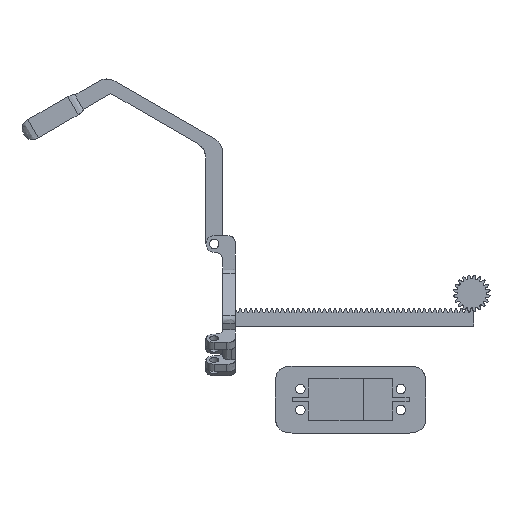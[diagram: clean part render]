
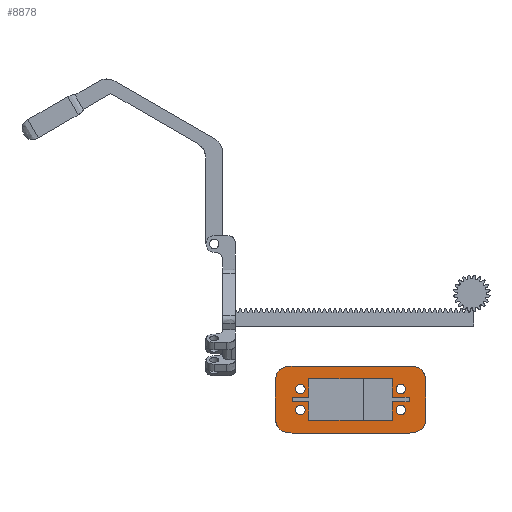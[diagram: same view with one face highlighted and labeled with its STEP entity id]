
A CAD part, front view. The second image highlights one B-rep face of the part: STEP entity #8878.
In plain terms, the highlighted planar face has unit normal (0, -1, 0).
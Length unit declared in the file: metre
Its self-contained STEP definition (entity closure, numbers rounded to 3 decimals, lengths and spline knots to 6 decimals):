
#448=CIRCLE('',#9580,0.00225);
#450=CIRCLE('',#9583,0.00225);
#452=CIRCLE('',#9586,0.00225);
#454=CIRCLE('',#9589,0.00225);
#660=B_SPLINE_CURVE_WITH_KNOTS('',3,(#17394,#17395,#17396,#17397),
 .UNSPECIFIED.,.F.,.F.,(4,4),(0.,1.),.UNSPECIFIED.);
#661=B_SPLINE_CURVE_WITH_KNOTS('',3,(#17398,#17399,#17400,#17401),
 .UNSPECIFIED.,.F.,.F.,(4,4),(0.,1.),.UNSPECIFIED.);
#662=B_SPLINE_CURVE_WITH_KNOTS('',3,(#17402,#17403,#17404,#17405),
 .UNSPECIFIED.,.F.,.F.,(4,4),(0.,1.),.UNSPECIFIED.);
#663=B_SPLINE_CURVE_WITH_KNOTS('',3,(#17406,#17407,#17408,#17409),
 .UNSPECIFIED.,.F.,.F.,(4,4),(0.,1.),.UNSPECIFIED.);
#3202=ORIENTED_EDGE('',*,*,#4553,.F.);
#3203=ORIENTED_EDGE('',*,*,#4551,.F.);
#3204=ORIENTED_EDGE('',*,*,#4549,.F.);
#3205=ORIENTED_EDGE('',*,*,#4547,.F.);
#3206=ORIENTED_EDGE('',*,*,#4541,.T.);
#3207=ORIENTED_EDGE('',*,*,#4557,.T.);
#3208=ORIENTED_EDGE('',*,*,#4543,.F.);
#3209=ORIENTED_EDGE('',*,*,#4558,.T.);
#3210=ORIENTED_EDGE('',*,*,#4531,.F.);
#3211=ORIENTED_EDGE('',*,*,#4559,.T.);
#3212=ORIENTED_EDGE('',*,*,#4537,.T.);
#3213=ORIENTED_EDGE('',*,*,#4560,.T.);
#3214=ORIENTED_EDGE('',*,*,#4499,.F.);
#3215=ORIENTED_EDGE('',*,*,#4503,.T.);
#3216=ORIENTED_EDGE('',*,*,#4506,.T.);
#3217=ORIENTED_EDGE('',*,*,#4509,.T.);
#3218=ORIENTED_EDGE('',*,*,#4512,.T.);
#3219=ORIENTED_EDGE('',*,*,#4515,.F.);
#3220=ORIENTED_EDGE('',*,*,#4518,.T.);
#3221=ORIENTED_EDGE('',*,*,#4521,.F.);
#3222=ORIENTED_EDGE('',*,*,#4524,.F.);
#3223=ORIENTED_EDGE('',*,*,#4527,.T.);
#3224=ORIENTED_EDGE('',*,*,#4530,.F.);
#3225=ORIENTED_EDGE('',*,*,#4556,.F.);
#4499=EDGE_CURVE('',#5388,#5389,#6251,.T.);
#4503=EDGE_CURVE('',#5388,#5391,#6255,.T.);
#4506=EDGE_CURVE('',#5391,#5393,#6258,.T.);
#4509=EDGE_CURVE('',#5393,#5395,#6261,.T.);
#4512=EDGE_CURVE('',#5395,#5397,#6264,.T.);
#4515=EDGE_CURVE('',#5399,#5397,#6267,.T.);
#4518=EDGE_CURVE('',#5399,#5401,#6270,.T.);
#4521=EDGE_CURVE('',#5403,#5401,#6273,.T.);
#4524=EDGE_CURVE('',#5405,#5403,#6276,.T.);
#4527=EDGE_CURVE('',#5405,#5407,#6279,.T.);
#4530=EDGE_CURVE('',#5409,#5407,#6282,.T.);
#4531=EDGE_CURVE('',#5410,#5411,#6283,.T.);
#4537=EDGE_CURVE('',#5417,#5416,#6286,.T.);
#4541=EDGE_CURVE('',#5421,#5420,#6288,.T.);
#4543=EDGE_CURVE('',#5422,#5423,#6289,.T.);
#4547=EDGE_CURVE('',#5426,#5426,#448,.T.);
#4549=EDGE_CURVE('',#5428,#5428,#450,.T.);
#4551=EDGE_CURVE('',#5430,#5430,#452,.T.);
#4553=EDGE_CURVE('',#5432,#5432,#454,.T.);
#4556=EDGE_CURVE('',#5389,#5409,#6292,.T.);
#4557=EDGE_CURVE('',#5420,#5423,#660,.T.);
#4558=EDGE_CURVE('',#5422,#5411,#661,.T.);
#4559=EDGE_CURVE('',#5410,#5417,#662,.T.);
#4560=EDGE_CURVE('',#5416,#5421,#663,.T.);
#5388=VERTEX_POINT('',#17246);
#5389=VERTEX_POINT('',#17248);
#5391=VERTEX_POINT('',#17254);
#5393=VERTEX_POINT('',#17260);
#5395=VERTEX_POINT('',#17266);
#5397=VERTEX_POINT('',#17272);
#5399=VERTEX_POINT('',#17278);
#5401=VERTEX_POINT('',#17284);
#5403=VERTEX_POINT('',#17290);
#5405=VERTEX_POINT('',#17296);
#5407=VERTEX_POINT('',#17302);
#5409=VERTEX_POINT('',#17308);
#5410=VERTEX_POINT('',#17312);
#5411=VERTEX_POINT('',#17313);
#5416=VERTEX_POINT('',#17333);
#5417=VERTEX_POINT('',#17335);
#5420=VERTEX_POINT('',#17348);
#5421=VERTEX_POINT('',#17350);
#5422=VERTEX_POINT('',#17357);
#5423=VERTEX_POINT('',#17358);
#5426=VERTEX_POINT('',#17372);
#5428=VERTEX_POINT('',#17377);
#5430=VERTEX_POINT('',#17382);
#5432=VERTEX_POINT('',#17387);
#6251=LINE('',#17247,#7110);
#6255=LINE('',#17255,#7114);
#6258=LINE('',#17261,#7117);
#6261=LINE('',#17267,#7120);
#6264=LINE('',#17273,#7123);
#6267=LINE('',#17279,#7126);
#6270=LINE('',#17285,#7129);
#6273=LINE('',#17291,#7132);
#6276=LINE('',#17297,#7135);
#6279=LINE('',#17303,#7138);
#6282=LINE('',#17309,#7141);
#6283=LINE('',#17311,#7142);
#6286=LINE('',#17334,#7145);
#6288=LINE('',#17349,#7147);
#6289=LINE('',#17356,#7148);
#6292=LINE('',#17392,#7151);
#7110=VECTOR('',#11501,1.);
#7114=VECTOR('',#11507,1.);
#7117=VECTOR('',#11512,1.);
#7120=VECTOR('',#11517,1.);
#7123=VECTOR('',#11522,1.);
#7126=VECTOR('',#11527,1.);
#7129=VECTOR('',#11532,1.);
#7132=VECTOR('',#11537,1.);
#7135=VECTOR('',#11542,1.);
#7138=VECTOR('',#11547,1.);
#7141=VECTOR('',#11552,1.);
#7142=VECTOR('',#11555,1.);
#7145=VECTOR('',#11560,1.);
#7147=VECTOR('',#11564,1.);
#7148=VECTOR('',#11567,1.);
#7151=VECTOR('',#11596,1.);
#7642=EDGE_LOOP('',(#3202));
#7643=EDGE_LOOP('',(#3203));
#7644=EDGE_LOOP('',(#3204));
#7645=EDGE_LOOP('',(#3205));
#7646=EDGE_LOOP('',(#3206,#3207,#3208,#3209,#3210,#3211,#3212,#3213));
#7647=EDGE_LOOP('',(#3214,#3215,#3216,#3217,#3218,#3219,#3220,#3221,#3222,
#3223,#3224,#3225));
#8148=FACE_BOUND('',#7642,.T.);
#8149=FACE_BOUND('',#7643,.T.);
#8150=FACE_BOUND('',#7644,.T.);
#8151=FACE_BOUND('',#7645,.T.);
#8152=FACE_BOUND('',#7646,.T.);
#8153=FACE_BOUND('',#7647,.T.);
#8425=PLANE('',#9592);
#8878=ADVANCED_FACE('',(#8148,#8149,#8150,#8151,#8152,#8153),#8425,.T.);
#9580=AXIS2_PLACEMENT_3D('',#17371,#11571,#11572);
#9583=AXIS2_PLACEMENT_3D('',#17376,#11577,#11578);
#9586=AXIS2_PLACEMENT_3D('',#17381,#11583,#11584);
#9589=AXIS2_PLACEMENT_3D('',#17386,#11589,#11590);
#9592=AXIS2_PLACEMENT_3D('',#17393,#11597,#11598);
#11501=DIRECTION('',(0.,0.,1.));
#11507=DIRECTION('',(-1.,0.,0.));
#11512=DIRECTION('',(0.,0.,1.));
#11517=DIRECTION('',(-1.,0.,0.));
#11522=DIRECTION('',(0.,0.,1.));
#11527=DIRECTION('',(-1.,0.,0.));
#11532=DIRECTION('',(0.,0.,1.));
#11537=DIRECTION('',(-1.,0.,0.));
#11542=DIRECTION('',(0.,0.,1.));
#11547=DIRECTION('',(1.,0.,0.));
#11552=DIRECTION('',(0.,0.,1.));
#11555=DIRECTION('',(-1.,0.,0.));
#11560=DIRECTION('',(0.,0.,1.));
#11564=DIRECTION('',(-1.,0.,0.));
#11567=DIRECTION('',(0.,0.,1.));
#11571=DIRECTION('',(0.,-1.,0.));
#11572=DIRECTION('',(0.,0.,-1.));
#11577=DIRECTION('',(0.,-1.,0.));
#11578=DIRECTION('',(0.,0.,-1.));
#11583=DIRECTION('',(0.,-1.,0.));
#11584=DIRECTION('',(0.,0.,-1.));
#11589=DIRECTION('',(0.,-1.,0.));
#11590=DIRECTION('',(0.,0.,-1.));
#11596=DIRECTION('',(1.,0.,0.));
#11597=DIRECTION('',(0.,-1.,0.));
#11598=DIRECTION('',(1.,0.,0.));
#17246=CARTESIAN_POINT('',(0.02,-0.004,-0.01));
#17247=CARTESIAN_POINT('',(0.02,-0.004,-0.0055));
#17248=CARTESIAN_POINT('',(0.02,-0.004,-0.001));
#17254=CARTESIAN_POINT('',(-0.02,-0.004,-0.01));
#17255=CARTESIAN_POINT('',(0.,-0.004,-0.01));
#17260=CARTESIAN_POINT('',(-0.02,-0.004,-0.001));
#17261=CARTESIAN_POINT('',(-0.02,-0.004,-0.0055));
#17266=CARTESIAN_POINT('',(-0.028,-0.004,-0.001));
#17267=CARTESIAN_POINT('',(-0.024,-0.004,-0.001));
#17272=CARTESIAN_POINT('',(-0.028,-0.004,0.001));
#17273=CARTESIAN_POINT('',(-0.028,-0.004,0.));
#17278=CARTESIAN_POINT('',(-0.02,-0.004,0.001));
#17279=CARTESIAN_POINT('',(-0.024,-0.004,0.001));
#17284=CARTESIAN_POINT('',(-0.02,-0.004,0.01));
#17285=CARTESIAN_POINT('',(-0.02,-0.004,0.0055));
#17290=CARTESIAN_POINT('',(0.02,-0.004,0.01));
#17291=CARTESIAN_POINT('',(0.,-0.004,0.01));
#17296=CARTESIAN_POINT('',(0.02,-0.004,0.001));
#17297=CARTESIAN_POINT('',(0.02,-0.004,0.0055));
#17302=CARTESIAN_POINT('',(0.028,-0.004,0.001));
#17303=CARTESIAN_POINT('',(0.024,-0.004,0.001));
#17308=CARTESIAN_POINT('',(0.028,-0.004,-0.001));
#17309=CARTESIAN_POINT('',(0.028,-0.004,0.));
#17311=CARTESIAN_POINT('',(0.,-0.004,-0.016));
#17312=CARTESIAN_POINT('',(0.028,-0.004,-0.016));
#17313=CARTESIAN_POINT('',(-0.028,-0.004,-0.016));
#17333=CARTESIAN_POINT('',(0.036,-0.004,0.008));
#17334=CARTESIAN_POINT('',(0.036,-0.004,0.));
#17335=CARTESIAN_POINT('',(0.036,-0.004,-0.008));
#17348=CARTESIAN_POINT('',(-0.028,-0.004,0.016));
#17349=CARTESIAN_POINT('',(0.,-0.004,0.016));
#17350=CARTESIAN_POINT('',(0.028,-0.004,0.016));
#17356=CARTESIAN_POINT('',(-0.036,-0.004,0.));
#17357=CARTESIAN_POINT('',(-0.036,-0.004,-0.008));
#17358=CARTESIAN_POINT('',(-0.036,-0.004,0.008));
#17371=CARTESIAN_POINT('',(-0.024,-0.004,0.005));
#17372=CARTESIAN_POINT('',(-0.024,-0.004,0.00275));
#17376=CARTESIAN_POINT('',(-0.024,-0.004,-0.005));
#17377=CARTESIAN_POINT('',(-0.024,-0.004,-0.00725));
#17381=CARTESIAN_POINT('',(0.024,-0.004,0.005));
#17382=CARTESIAN_POINT('',(0.024,-0.004,0.00275));
#17386=CARTESIAN_POINT('',(0.024,-0.004,-0.005));
#17387=CARTESIAN_POINT('',(0.024,-0.004,-0.00725));
#17392=CARTESIAN_POINT('',(0.024,-0.004,-0.001));
#17393=CARTESIAN_POINT('',(0.,-0.004,0.));
#17394=CARTESIAN_POINT('',(-0.028,-0.004,0.016));
#17395=CARTESIAN_POINT('',(-0.033333,-0.004,0.016));
#17396=CARTESIAN_POINT('',(-0.036,-0.004,0.013333));
#17397=CARTESIAN_POINT('',(-0.036,-0.004,0.008));
#17398=CARTESIAN_POINT('',(-0.036,-0.004,-0.008));
#17399=CARTESIAN_POINT('',(-0.036,-0.004,-0.013333));
#17400=CARTESIAN_POINT('',(-0.033333,-0.004,-0.016));
#17401=CARTESIAN_POINT('',(-0.028,-0.004,-0.016));
#17402=CARTESIAN_POINT('',(0.028,-0.004,-0.016));
#17403=CARTESIAN_POINT('',(0.033333,-0.004,-0.016));
#17404=CARTESIAN_POINT('',(0.036,-0.004,-0.013333));
#17405=CARTESIAN_POINT('',(0.036,-0.004,-0.008));
#17406=CARTESIAN_POINT('',(0.036,-0.004,0.008));
#17407=CARTESIAN_POINT('',(0.036,-0.004,0.013333));
#17408=CARTESIAN_POINT('',(0.033333,-0.004,0.016));
#17409=CARTESIAN_POINT('',(0.028,-0.004,0.016));
